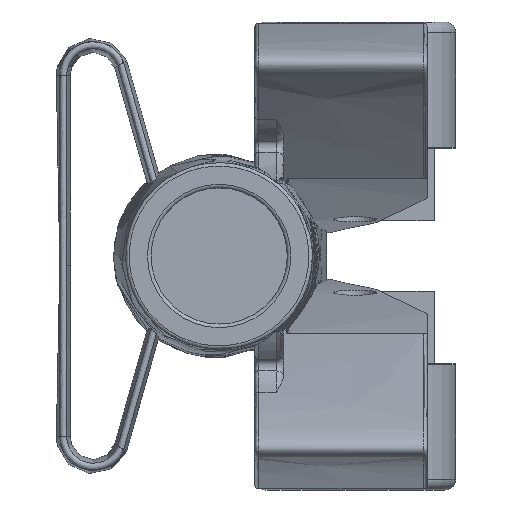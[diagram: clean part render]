
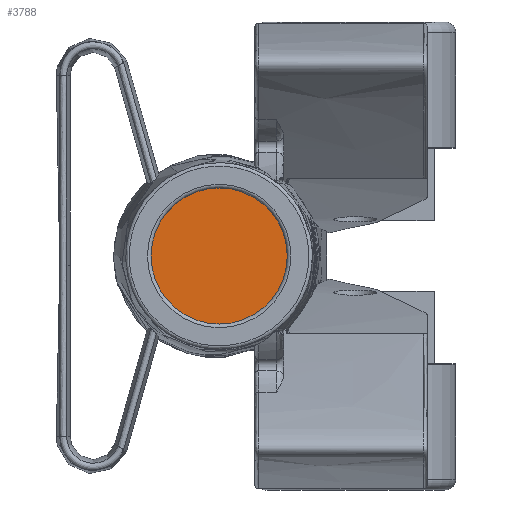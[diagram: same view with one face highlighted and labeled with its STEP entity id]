
A CAD part, left-side view. The second image highlights one B-rep face of the part: STEP entity #3788.
In plain terms, the highlighted planar face has unit normal (-1, 0, 0).
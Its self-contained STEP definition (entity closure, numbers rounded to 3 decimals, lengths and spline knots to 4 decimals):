
#547=PLANE('',#4003);
#936=FACE_OUTER_BOUND('',#1131,.T.);
#1131=EDGE_LOOP('',(#2662));
#1323=CIRCLE('',#4002,9.5);
#1517=VERTEX_POINT('',#7068);
#1985=EDGE_CURVE('',#1517,#1517,#1323,.T.);
#2662=ORIENTED_EDGE('',*,*,#1985,.F.);
#3788=ADVANCED_FACE('',(#936),#547,.F.);
#4002=AXIS2_PLACEMENT_3D('',#7070,#4252,#4253);
#4003=AXIS2_PLACEMENT_3D('',#7071,#4254,#4255);
#4252=DIRECTION('center_axis',(1.,0.,0.));
#4253=DIRECTION('ref_axis',(0.,0.,-1.));
#4254=DIRECTION('center_axis',(1.,0.,0.));
#4255=DIRECTION('ref_axis',(0.,0.,-1.));
#7068=CARTESIAN_POINT('',(56.,29.,9.5));
#7070=CARTESIAN_POINT('Origin',(56.,29.,0.));
#7071=CARTESIAN_POINT('Origin',(56.,29.,0.));
